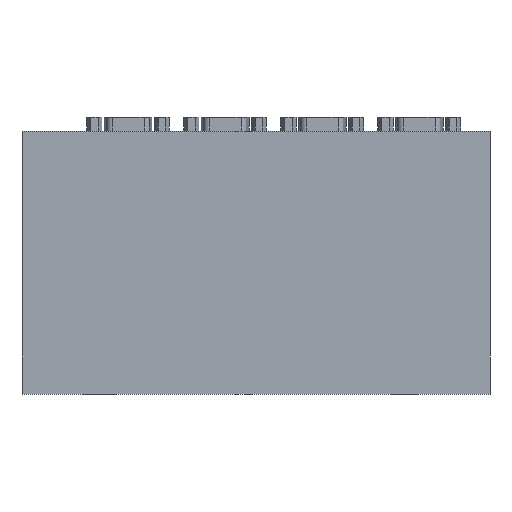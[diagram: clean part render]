
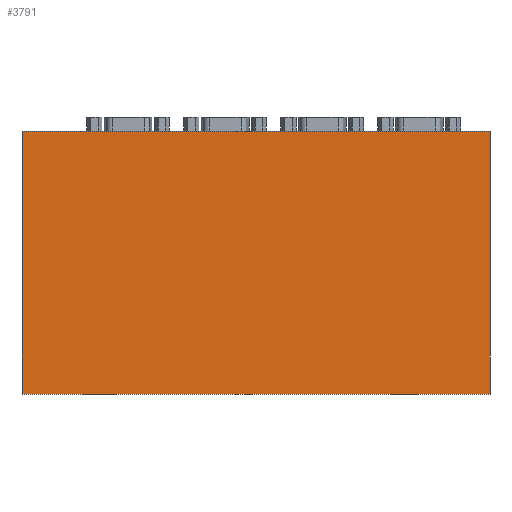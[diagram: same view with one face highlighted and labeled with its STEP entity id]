
A CAD part, front view. The second image highlights one B-rep face of the part: STEP entity #3791.
In plain terms, the highlighted planar face has unit normal (0, -1, 0).
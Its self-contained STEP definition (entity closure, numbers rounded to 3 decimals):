
#594=FACE_OUTER_BOUND('',#944,.T.);
#944=EDGE_LOOP('',(#3383,#3384,#3385,#3386));
#1192=LINE('',#6110,#1518);
#1264=LINE('',#6365,#1590);
#1268=LINE('',#6372,#1594);
#1271=LINE('',#6377,#1597);
#1518=VECTOR('',#5016,170.);
#1590=VECTOR('',#5290,170.);
#1594=VECTOR('',#5296,95.5);
#1597=VECTOR('',#5303,95.5);
#1862=VERTEX_POINT('',#6108);
#1863=VERTEX_POINT('',#6109);
#1944=VERTEX_POINT('',#6363);
#1945=VERTEX_POINT('',#6364);
#2310=EDGE_CURVE('',#1862,#1863,#1192,.T.);
#2420=EDGE_CURVE('',#1944,#1945,#1264,.T.);
#2424=EDGE_CURVE('',#1862,#1945,#1268,.T.);
#2427=EDGE_CURVE('',#1944,#1863,#1271,.T.);
#3383=ORIENTED_EDGE('',*,*,#2427,.T.);
#3384=ORIENTED_EDGE('',*,*,#2310,.F.);
#3385=ORIENTED_EDGE('',*,*,#2424,.T.);
#3386=ORIENTED_EDGE('',*,*,#2420,.F.);
#3550=PLANE('',#4188);
#3791=ADVANCED_FACE('',(#594),#3550,.T.);
#4188=AXIS2_PLACEMENT_3D('',#6378,#5304,#5305);
#5016=DIRECTION('',(1.,0.,0.));
#5290=DIRECTION('',(-1.,0.,0.));
#5296=DIRECTION('',(0.,0.,-1.));
#5303=DIRECTION('',(0.,0.,1.));
#5304=DIRECTION('center_axis',(0.,-1.,0.));
#5305=DIRECTION('ref_axis',(1.,0.,0.));
#6108=CARTESIAN_POINT('',(-85.,-15.,47.75));
#6109=CARTESIAN_POINT('',(85.,-15.,47.75));
#6110=CARTESIAN_POINT('',(-85.,-15.,47.75));
#6363=CARTESIAN_POINT('',(85.,-15.,-47.75));
#6364=CARTESIAN_POINT('',(-85.,-15.,-47.75));
#6365=CARTESIAN_POINT('',(-85.,-15.,-47.75));
#6372=CARTESIAN_POINT('',(-85.,-15.,0.));
#6377=CARTESIAN_POINT('',(85.,-15.,0.));
#6378=CARTESIAN_POINT('Origin',(-85.,-15.,0.));
